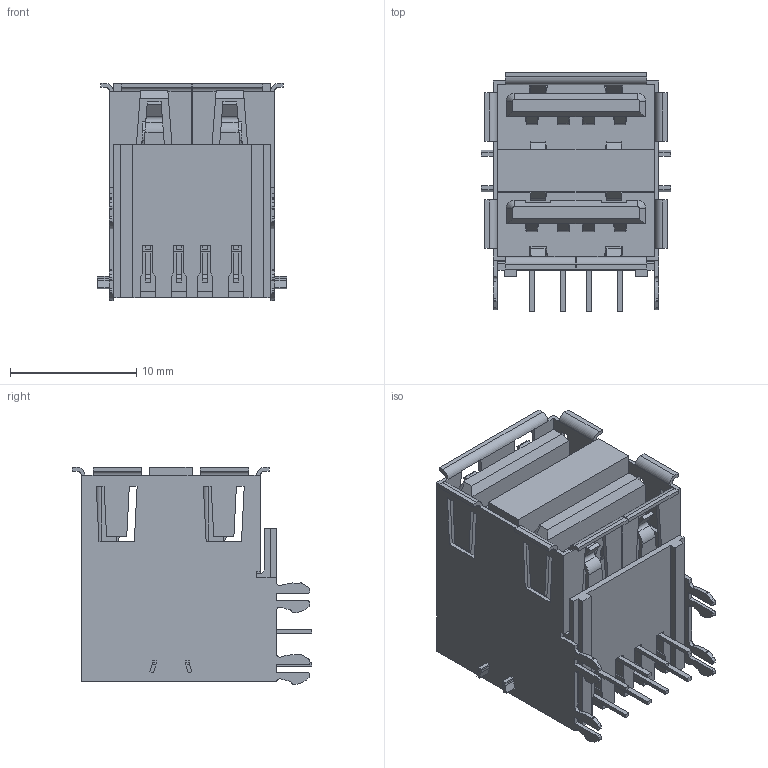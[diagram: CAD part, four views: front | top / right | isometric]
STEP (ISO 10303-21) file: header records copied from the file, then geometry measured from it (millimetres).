
FILE_DESCRIPTION((''),'2;1');
FILE_NAME('72309-7014BLFC','2009-06-23T',('bnataraj'),('FCI - ELX Division'),'PRO/ENGINEER BY PARAMETRIC TECHNOLOGY CORPORATION, 2008010','PRO/ENGINEER BY PARAMETRIC TECHNOLOGY CORPORATION, 2008010','');
FILE_SCHEMA(('CONFIG_CONTROL_DESIGN'));
Length unit declared in the file: millimetre
Products named in the file (1): 72309-7014BLFC
Bounding box: 15 x 18.98 x 17.22 mm (x, y, z)
Volume: 1854.6 mm3; surface area: 3617.3 mm2
Topology: 1 solids, 1 shells, 715 faces, 1913 edges, 1200 vertices
Faces by surface type: plane 503, cylinder 168, bspline 40, cone 4
Entity records: 24057 total; most frequent: CARTESIAN_POINT 6392, ORIENTED_EDGE 3826, DIRECTION 3339, EDGE_CURVE 1913, VECTOR 1541, LINE 1541, VERTEX_POINT 1200, AXIS2_PLACEMENT_3D 899
